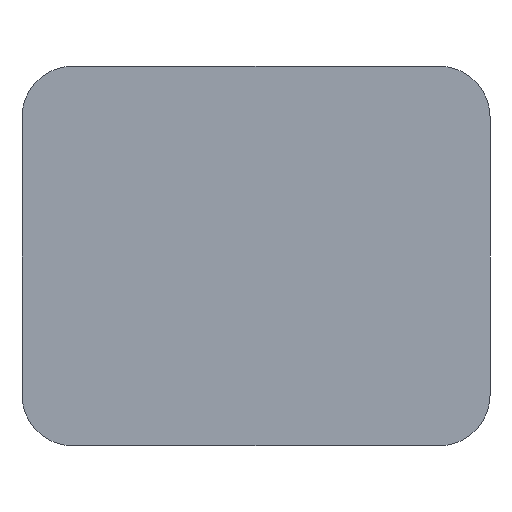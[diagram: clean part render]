
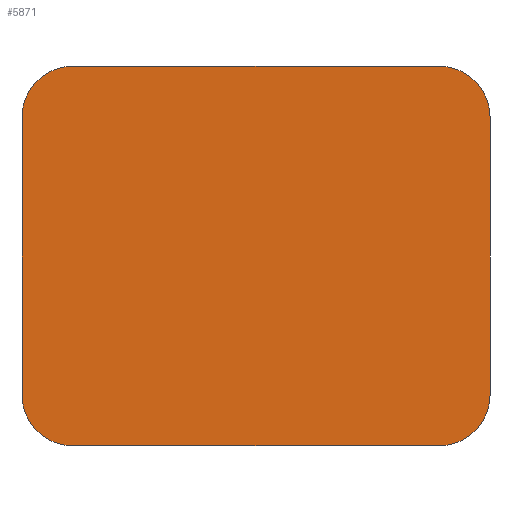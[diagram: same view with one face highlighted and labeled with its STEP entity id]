
A CAD part, front view. The second image highlights one B-rep face of the part: STEP entity #5871.
In plain terms, the highlighted planar face has unit normal (0, -1, 0).
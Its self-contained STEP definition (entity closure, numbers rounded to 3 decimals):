
#316 = ORIENTED_EDGE ( 'NONE', *, *, #3911, .T. ) ;
#320 = CARTESIAN_POINT ( 'NONE',  ( 0., 0., 0. ) ) ;
#389 = DIRECTION ( 'NONE',  ( 0., 0., 1. ) ) ;
#693 = VERTEX_POINT ( 'NONE', #7179 ) ;
#770 = CARTESIAN_POINT ( 'NONE',  ( 18.5, 0., 11. ) ) ;
#778 = EDGE_CURVE ( 'NONE', #3160, #2796, #3559, .T. ) ;
#791 = CIRCLE ( 'NONE', #6804, 4. ) ;
#792 = DIRECTION ( 'NONE',  ( 0., 0., 1. ) ) ;
#802 = DIRECTION ( 'NONE',  ( 0., -1., 0. ) ) ;
#922 = VECTOR ( 'NONE', #792, 1000. ) ;
#937 = FACE_OUTER_BOUND ( 'NONE', #2170, .T. ) ;
#980 = VERTEX_POINT ( 'NONE', #6550 ) ;
#1072 = LINE ( 'NONE', #3288, #5121 ) ;
#1110 = ORIENTED_EDGE ( 'NONE', *, *, #1446, .T. ) ;
#1121 = AXIS2_PLACEMENT_3D ( 'NONE', #1549, #4903, #4312 ) ;
#1446 = EDGE_CURVE ( 'NONE', #6436, #693, #1072, .T. ) ;
#1549 = CARTESIAN_POINT ( 'NONE',  ( -14.5, 0., -11. ) ) ;
#1654 = EDGE_CURVE ( 'NONE', #5961, #6324, #4091, .T. ) ;
#1655 = VECTOR ( 'NONE', #2350, 1000. ) ;
#1670 = ORIENTED_EDGE ( 'NONE', *, *, #1654, .T. ) ;
#1812 = CARTESIAN_POINT ( 'NONE',  ( 14.5, 0., -11. ) ) ;
#2170 = EDGE_LOOP ( 'NONE', ( #3826, #4488, #1110, #316, #1670, #2776, #4238, #6383 ) ) ;
#2313 = CARTESIAN_POINT ( 'NONE',  ( 18.5, 0., -11. ) ) ;
#2350 = DIRECTION ( 'NONE',  ( 1., 0., 0. ) ) ;
#2388 = EDGE_CURVE ( 'NONE', #980, #3160, #4664, .T. ) ;
#2427 = CARTESIAN_POINT ( 'NONE',  ( -18.5, 0., 15. ) ) ;
#2517 = CARTESIAN_POINT ( 'NONE',  ( 18.5, 0., 15. ) ) ;
#2776 = ORIENTED_EDGE ( 'NONE', *, *, #7245, .T. ) ;
#2796 = VERTEX_POINT ( 'NONE', #770 ) ;
#2863 = LINE ( 'NONE', #5147, #1655 ) ;
#2971 = DIRECTION ( 'NONE',  ( 0., 0., 1. ) ) ;
#3068 = DIRECTION ( 'NONE',  ( 0., -1., 0. ) ) ;
#3160 = VERTEX_POINT ( 'NONE', #2313 ) ;
#3239 = EDGE_CURVE ( 'NONE', #2796, #6436, #791, .T. ) ;
#3288 = CARTESIAN_POINT ( 'NONE',  ( -18.5, 0., 15. ) ) ;
#3559 = LINE ( 'NONE', #2517, #922 ) ;
#3597 = CIRCLE ( 'NONE', #1121, 4. ) ;
#3826 = ORIENTED_EDGE ( 'NONE', *, *, #778, .T. ) ;
#3911 = EDGE_CURVE ( 'NONE', #693, #5961, #4940, .T. ) ;
#4066 = DIRECTION ( 'NONE',  ( 0., 0., 1. ) ) ;
#4091 = LINE ( 'NONE', #2427, #5127 ) ;
#4238 = ORIENTED_EDGE ( 'NONE', *, *, #6486, .T. ) ;
#4312 = DIRECTION ( 'NONE',  ( 0., 0., 1. ) ) ;
#4363 = PLANE ( 'NONE',  #7114 ) ;
#4381 = CARTESIAN_POINT ( 'NONE',  ( -14.5, 0., -15. ) ) ;
#4426 = AXIS2_PLACEMENT_3D ( 'NONE', #1812, #3068, #4066 ) ;
#4488 = ORIENTED_EDGE ( 'NONE', *, *, #3239, .T. ) ;
#4664 = CIRCLE ( 'NONE', #4426, 4. ) ;
#4903 = DIRECTION ( 'NONE',  ( 0., -1., 0. ) ) ;
#4940 = CIRCLE ( 'NONE', #6357, 4. ) ;
#5086 = DIRECTION ( 'NONE',  ( -1., 0., 0. ) ) ;
#5121 = VECTOR ( 'NONE', #5086, 1000. ) ;
#5127 = VECTOR ( 'NONE', #6348, 1000. ) ;
#5147 = CARTESIAN_POINT ( 'NONE',  ( -18.5, 0., -15. ) ) ;
#5219 = CARTESIAN_POINT ( 'NONE',  ( 14.5, 0., 11. ) ) ;
#5361 = DIRECTION ( 'NONE',  ( 0., 1., 0. ) ) ;
#5871 = ADVANCED_FACE ( 'NONE', ( #937 ), #4363, .F. ) ;
#5961 = VERTEX_POINT ( 'NONE', #6173 ) ;
#6013 = CARTESIAN_POINT ( 'NONE',  ( -14.5, 0., 11. ) ) ;
#6085 = CARTESIAN_POINT ( 'NONE',  ( -18.5, 0., -11. ) ) ;
#6173 = CARTESIAN_POINT ( 'NONE',  ( -18.5, 0., 11. ) ) ;
#6238 = CARTESIAN_POINT ( 'NONE',  ( 14.5, 0., 15. ) ) ;
#6251 = VERTEX_POINT ( 'NONE', #4381 ) ;
#6324 = VERTEX_POINT ( 'NONE', #6085 ) ;
#6348 = DIRECTION ( 'NONE',  ( 0., 0., -1. ) ) ;
#6357 = AXIS2_PLACEMENT_3D ( 'NONE', #6013, #6674, #7113 ) ;
#6383 = ORIENTED_EDGE ( 'NONE', *, *, #2388, .T. ) ;
#6436 = VERTEX_POINT ( 'NONE', #6238 ) ;
#6486 = EDGE_CURVE ( 'NONE', #6251, #980, #2863, .T. ) ;
#6550 = CARTESIAN_POINT ( 'NONE',  ( 14.5, 0., -15. ) ) ;
#6674 = DIRECTION ( 'NONE',  ( 0., -1., 0. ) ) ;
#6804 = AXIS2_PLACEMENT_3D ( 'NONE', #5219, #802, #2971 ) ;
#7113 = DIRECTION ( 'NONE',  ( 0., 0., 1. ) ) ;
#7114 = AXIS2_PLACEMENT_3D ( 'NONE', #320, #5361, #389 ) ;
#7179 = CARTESIAN_POINT ( 'NONE',  ( -14.5, 0., 15. ) ) ;
#7245 = EDGE_CURVE ( 'NONE', #6324, #6251, #3597, .T. ) ;
